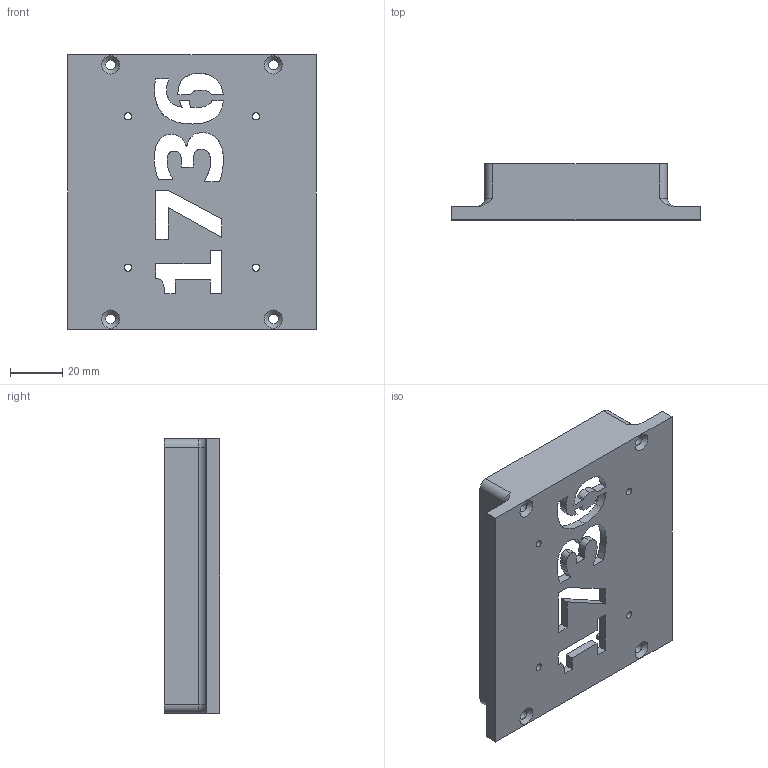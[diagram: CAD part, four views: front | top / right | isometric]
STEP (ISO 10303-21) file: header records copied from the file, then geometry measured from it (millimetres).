
FILE_DESCRIPTION(/* description */ (''),/* implementation_level */ '2;1');
FILE_NAME(/* name */ 'bottom.stp',/* time_stamp */ '2020-01-20T08:15:20-06:00',/* author */ ('Chris Gerth'),/* organization */ (''),/* preprocessor_version */ 'ST-DEVELOPER v18',/* originating_system */ 'Autodesk Inventor 2020',/* authorisation */ '');
FILE_SCHEMA (('AUTOMOTIVE_DESIGN { 1 0 10303 214 3 1 1 }'));
Length unit declared in the file: inch
Products named in the file (1): Part2
Bounding box: 95.4 x 21.35 x 105 mm (x, y, z)
Volume: 46603.2 mm3; surface area: 29652.8 mm2
Topology: 1 solids, 1 shells, 136 faces, 396 edges, 262 vertices
Faces by surface type: plane 60, bspline 42, cylinder 24, torus 6, cone 4
Full cylindrical faces by diameter (mm): 2.743 x3, 2.75 x1, 3.81 x4
Entity records: 5029 total; most frequent: CARTESIAN_POINT 1613, ORIENTED_EDGE 792, DIRECTION 540, EDGE_CURVE 396, VERTEX_POINT 262, LINE 234, VECTOR 234, EDGE_LOOP 162
